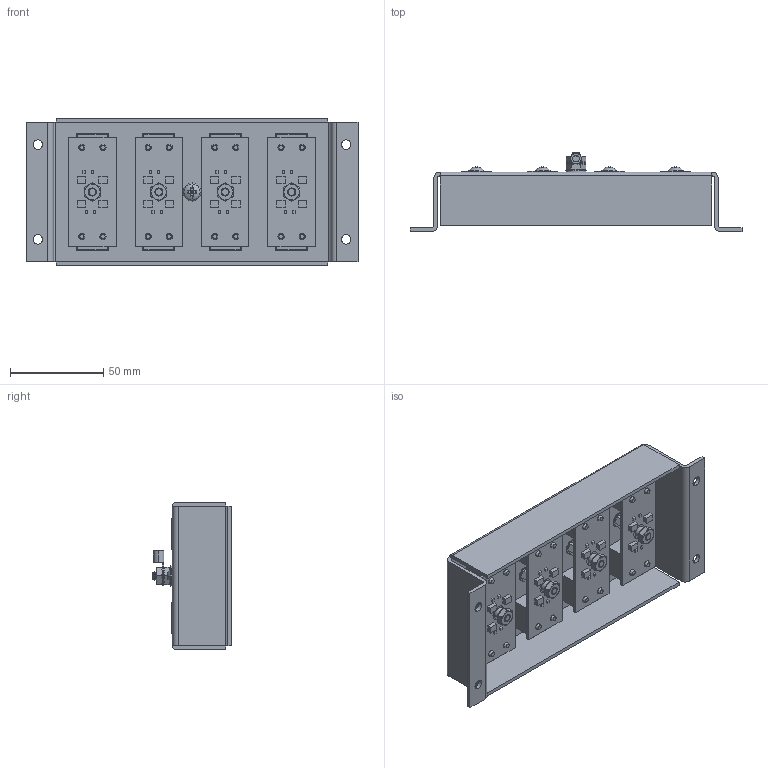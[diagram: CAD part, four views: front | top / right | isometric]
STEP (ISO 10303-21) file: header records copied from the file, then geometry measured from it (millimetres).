
FILE_DESCRIPTION (( 'STEP AP214' ), '1' );
FILE_NAME ('CMSP-CAT6T-4_3D.STEP', '2022-09-14T18:12:53', ( '' ), ( '' ), 'SwSTEP 2.0', 'SolidWorks 2021', '' );
FILE_SCHEMA (( 'AUTOMOTIVE_DESIGN' ));
Length unit declared in the file: inch
Products named in the file (14): XFN-0018; XFN-0003; CMSP-CAT6T-4_3D; HYP284 Rev-1; 1AJ03-012; XCT-0005; XFW-0026; 1AJ02-063; XFW-0002; XFS-0016; 1AJ03-013; XMH-0034; 1AG02-010; XFW-0004
Assembly tree (39 placements, depth 2):
  CMSP-CAT6T-4_3D
    1AG02-010
    XMH-0034  x4
    XFS-0016
    XFW-0004
    XFW-0002
    XFN-0003  x2
    XCT-0005
    1AJ02-063  x4
    1AJ03-012  x8
    XFN-0018  x4
    HYP284 Rev-1  x4
    XFW-0026  x4
    1AJ03-013  x4
Bounding box: 177.8 x 42.4 x 79.03 mm (x, y, z)
Volume: 87917.9 mm3; surface area: 84439.5 mm2
Topology: 39 solids, 39 shells, 2170 faces, 5182 edges, 3177 vertices
Faces by surface type: plane 905, cone 750, cylinder 351, torus 124, bspline 40
Entity records: 27635 total; most frequent: CARTESIAN_POINT 6550, DIRECTION 3667, ORIENTED_EDGE 3604, EDGE_CURVE 1802, AXIS2_PLACEMENT_3D 1264, VECTOR 1139, LINE 1139, VERTEX_POINT 1115
